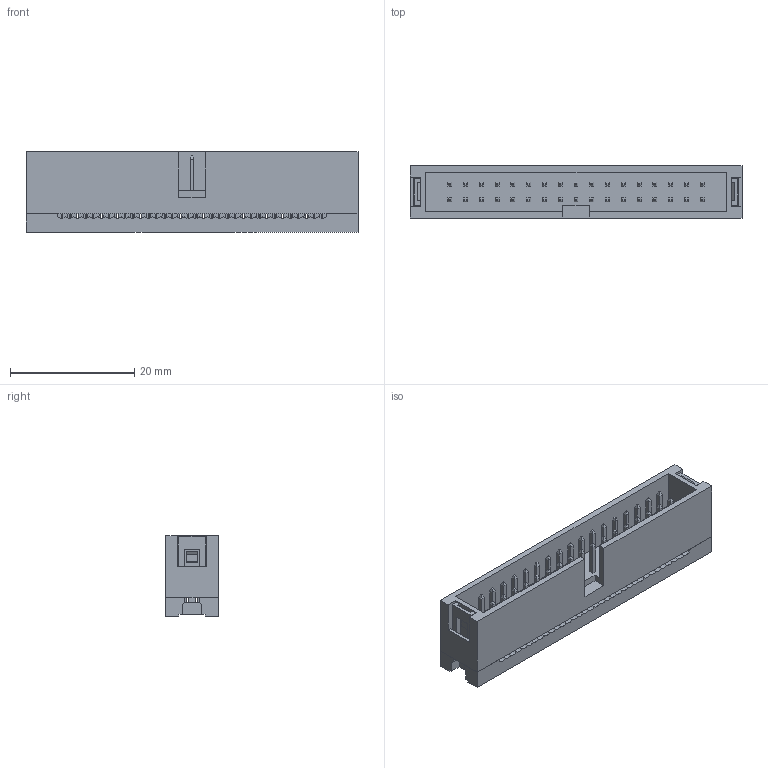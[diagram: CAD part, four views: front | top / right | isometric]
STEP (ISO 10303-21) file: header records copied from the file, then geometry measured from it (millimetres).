
FILE_DESCRIPTION( ( 'Unknown' ), '1' );
FILE_NAME( '61203425821.stp', 'Unknown', ( 'Unknown' ), ( 'Unknown' ), 'PSStep 14.0', 'Unknown', ' ' );
FILE_SCHEMA( ( 'AUTOMOTIVE_DESIGN { 1 0 10303 214 1 1 1 1 }' ) );
Length unit declared in the file: millimetre
Products named in the file (4): Assem1; 6120xx25821_PIN; 61203425821; 61203425821_PAD
Assembly tree (36 placements, depth 2):
  Assem1
    6120xx25821_PIN  x34
    61203425821
    61203425821_PAD
Bounding box: 53.48 x 8.4 x 13 mm (x, y, z)
Volume: 3458.8 mm3; surface area: 6383.2 mm2
Topology: 36 solids, 36 shells, 1446 faces, 3774 edges, 2400 vertices
Faces by surface type: plane 1276, cylinder 170
Entity records: 25795 total; most frequent: CARTESIAN_POINT 3697, ORIENTED_EDGE 3654, DIRECTION 3287, EDGE_CURVE 1827, LINE 1683, VECTOR 1683, VERTEX_POINT 1212, AXIS2_PLACEMENT_3D 802
